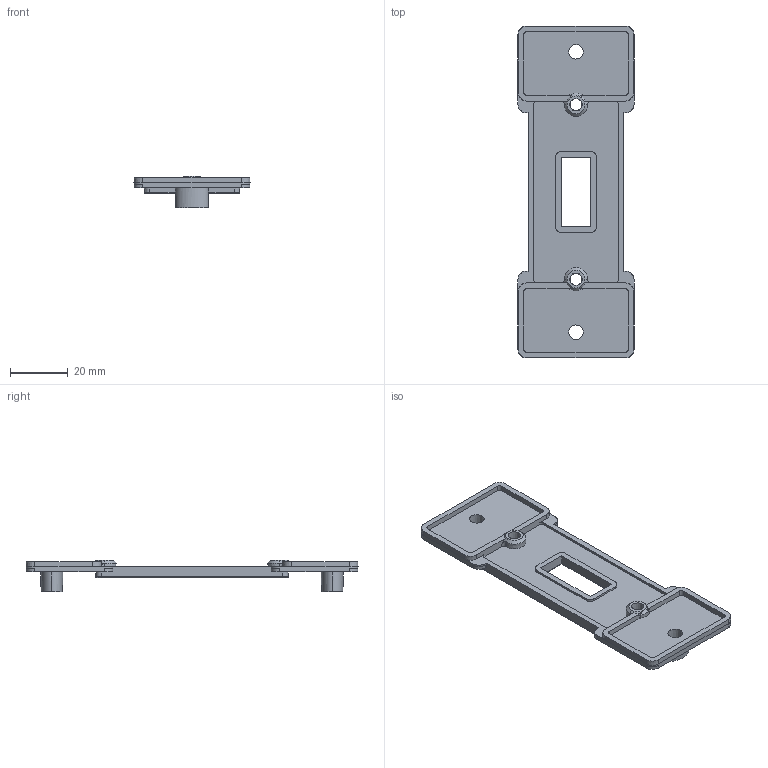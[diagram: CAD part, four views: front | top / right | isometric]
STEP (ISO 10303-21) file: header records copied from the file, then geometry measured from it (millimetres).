
FILE_DESCRIPTION (( 'STEP AP214' ), '1' );
FILE_NAME ('insert for old style switch.STEP', '2014-07-23T08:22:41', ( '呬鍙鳼' ), ( '' ), 'SwSTEP 2.0', 'SolidWorks 2013', '' );
FILE_SCHEMA (( 'AUTOMOTIVE_DESIGN' ));
Length unit declared in the file: millimetre
Products named in the file (1): insert for old style switch
Bounding box: 40.03 x 114.56 x 10.75 mm (x, y, z)
Volume: 11020.3 mm3; surface area: 10783.3 mm2
Topology: 1 solids, 1 shells, 153 faces, 450 edges, 300 vertices
Faces by surface type: plane 59, cone 44, cylinder 26, bspline 20, torus 4
Entity records: 6010 total; most frequent: CARTESIAN_POINT 2138, ORIENTED_EDGE 900, DIRECTION 682, EDGE_CURVE 450, VERTEX_POINT 300, AXIS2_PLACEMENT_3D 228, VECTOR 226, LINE 226
